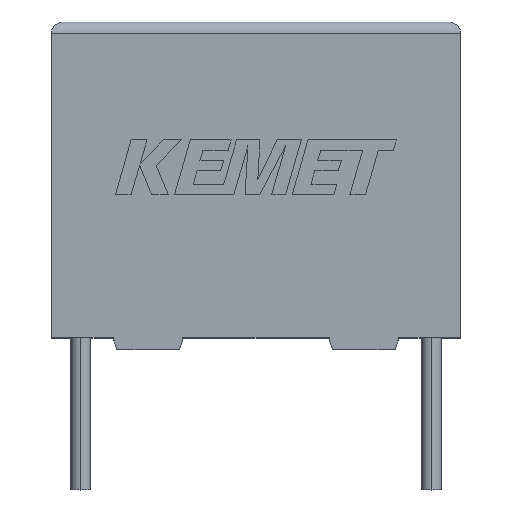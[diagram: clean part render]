
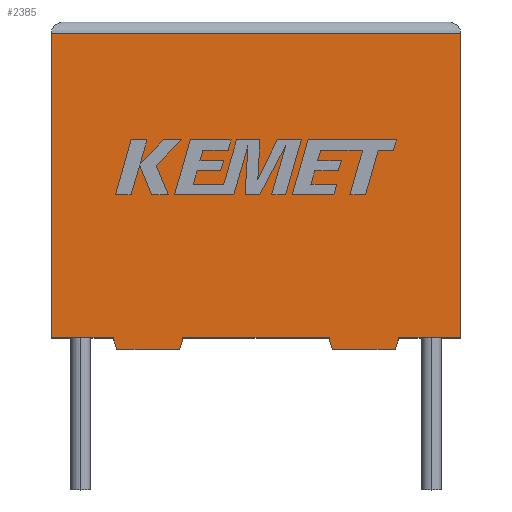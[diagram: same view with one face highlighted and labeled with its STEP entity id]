
A CAD part, top view. The second image highlights one B-rep face of the part: STEP entity #2385.
In plain terms, the highlighted planar face has unit normal (0, 0, 1).
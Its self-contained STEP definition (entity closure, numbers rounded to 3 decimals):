
#7 = CARTESIAN_POINT ( 'NONE',  ( 0., 0., 8. ) ) ;
#15 = CARTESIAN_POINT ( 'NONE',  ( 14.85, 0., 8. ) ) ;
#28 = ORIENTED_EDGE ( 'NONE', *, *, #1198, .T. ) ;
#80 = DIRECTION ( 'NONE',  ( 0., -1., 0. ) ) ;
#106 = CARTESIAN_POINT ( 'NONE',  ( 17.5, 13., 8. ) ) ;
#188 = PLANE ( 'NONE',  #2379 ) ;
#192 = CARTESIAN_POINT ( 'NONE',  ( 2.8, -0.5, 8. ) ) ;
#229 = CARTESIAN_POINT ( 'NONE',  ( 17.5, 0., 8. ) ) ;
#234 = VERTEX_POINT ( 'NONE', #2643 ) ;
#235 = ORIENTED_EDGE ( 'NONE', *, *, #2197, .F. ) ;
#242 = CARTESIAN_POINT ( 'NONE',  ( 0., 0., 8. ) ) ;
#245 = CARTESIAN_POINT ( 'NONE',  ( 2.8, -0.5, 8. ) ) ;
#251 = EDGE_CURVE ( 'NONE', #1016, #234, #1448, .T. ) ;
#254 = DIRECTION ( 'NONE',  ( 1., 0., 0. ) ) ;
#275 = VERTEX_POINT ( 'NONE', #106 ) ;
#293 = CARTESIAN_POINT ( 'NONE',  ( 2.65, 0., 8. ) ) ;
#346 = LINE ( 'NONE', #2110, #2257 ) ;
#348 = LINE ( 'NONE', #192, #1446 ) ;
#359 = ORIENTED_EDGE ( 'NONE', *, *, #1843, .T. ) ;
#395 = VECTOR ( 'NONE', #3219, 1000. ) ;
#491 = ORIENTED_EDGE ( 'NONE', *, *, #577, .F. ) ;
#577 = EDGE_CURVE ( 'NONE', #234, #2824, #1411, .T. ) ;
#598 = CARTESIAN_POINT ( 'NONE',  ( 5.478, -0.5, 8. ) ) ;
#601 = CARTESIAN_POINT ( 'NONE',  ( 12.023, -0.5, 8. ) ) ;
#671 = LINE ( 'NONE', #229, #395 ) ;
#693 = DIRECTION ( 'NONE',  ( -1., 0., 0. ) ) ;
#730 = VECTOR ( 'NONE', #1508, 1000. ) ;
#751 = EDGE_CURVE ( 'NONE', #1501, #275, #671, .T. ) ;
#797 = ORIENTED_EDGE ( 'NONE', *, *, #3028, .T. ) ;
#930 = EDGE_CURVE ( 'NONE', #1640, #1751, #348, .T. ) ;
#955 = VECTOR ( 'NONE', #2322, 1000. ) ;
#1016 = VERTEX_POINT ( 'NONE', #15 ) ;
#1107 = DIRECTION ( 'NONE',  ( -0.287, -0.958, 0. ) ) ;
#1129 = VERTEX_POINT ( 'NONE', #1799 ) ;
#1152 = VECTOR ( 'NONE', #2350, 1000. ) ;
#1162 = VERTEX_POINT ( 'NONE', #293 ) ;
#1185 = EDGE_LOOP ( 'NONE', ( #1566, #359, #797, #1417, #3105, #2960, #2760, #28, #235, #491, #3066, #2709 ) ) ;
#1190 = DIRECTION ( 'NONE',  ( -1., 0., 0. ) ) ;
#1198 = EDGE_CURVE ( 'NONE', #2854, #1908, #346, .T. ) ;
#1222 = LINE ( 'NONE', #242, #2617 ) ;
#1223 = EDGE_CURVE ( 'NONE', #1751, #2854, #1309, .T. ) ;
#1309 = LINE ( 'NONE', #598, #1152 ) ;
#1334 = VERTEX_POINT ( 'NONE', #3201 ) ;
#1411 = LINE ( 'NONE', #1735, #2264 ) ;
#1417 = ORIENTED_EDGE ( 'NONE', *, *, #2037, .T. ) ;
#1446 = VECTOR ( 'NONE', #2975, 1000. ) ;
#1448 = LINE ( 'NONE', #3104, #2220 ) ;
#1473 = EDGE_CURVE ( 'NONE', #1162, #1640, #2011, .T. ) ;
#1501 = VERTEX_POINT ( 'NONE', #2956 ) ;
#1508 = DIRECTION ( 'NONE',  ( 1., 0., 0. ) ) ;
#1539 = FACE_OUTER_BOUND ( 'NONE', #1185, .T. ) ;
#1566 = ORIENTED_EDGE ( 'NONE', *, *, #751, .T. ) ;
#1574 = DIRECTION ( 'NONE',  ( -0.287, 0.958, 0. ) ) ;
#1586 = CARTESIAN_POINT ( 'NONE',  ( 5.478, -0.5, 8. ) ) ;
#1640 = VERTEX_POINT ( 'NONE', #245 ) ;
#1735 = CARTESIAN_POINT ( 'NONE',  ( 14.7, -0.5, 8. ) ) ;
#1751 = VERTEX_POINT ( 'NONE', #1586 ) ;
#1799 = CARTESIAN_POINT ( 'NONE',  ( 0., 0., 8. ) ) ;
#1843 = EDGE_CURVE ( 'NONE', #275, #1334, #2139, .T. ) ;
#1886 = CARTESIAN_POINT ( 'NONE',  ( 5.628, 0., 8. ) ) ;
#1908 = VERTEX_POINT ( 'NONE', #2461 ) ;
#2005 = LINE ( 'NONE', #601, #2456 ) ;
#2011 = LINE ( 'NONE', #2454, #2095 ) ;
#2016 = EDGE_CURVE ( 'NONE', #1016, #1501, #1222, .T. ) ;
#2037 = EDGE_CURVE ( 'NONE', #1129, #1162, #2500, .T. ) ;
#2095 = VECTOR ( 'NONE', #2499, 1000. ) ;
#2110 = CARTESIAN_POINT ( 'NONE',  ( 0., 0., 8. ) ) ;
#2139 = LINE ( 'NONE', #2311, #955 ) ;
#2184 = DIRECTION ( 'NONE',  ( 0., 0., -1. ) ) ;
#2192 = CARTESIAN_POINT ( 'NONE',  ( 12.023, -0.5, 8. ) ) ;
#2197 = EDGE_CURVE ( 'NONE', #2824, #1908, #2005, .T. ) ;
#2220 = VECTOR ( 'NONE', #1107, 1000. ) ;
#2257 = VECTOR ( 'NONE', #2640, 1000. ) ;
#2264 = VECTOR ( 'NONE', #1190, 1000. ) ;
#2311 = CARTESIAN_POINT ( 'NONE',  ( 0., 13., 8. ) ) ;
#2322 = DIRECTION ( 'NONE',  ( -1., 0., 0. ) ) ;
#2350 = DIRECTION ( 'NONE',  ( 0.287, 0.958, 0. ) ) ;
#2379 = AXIS2_PLACEMENT_3D ( 'NONE', #2918, #2184, #693 ) ;
#2385 = ADVANCED_FACE ( 'NONE', ( #1539 ), #188, .F. ) ;
#2454 = CARTESIAN_POINT ( 'NONE',  ( 2.65, 0., 8. ) ) ;
#2456 = VECTOR ( 'NONE', #1574, 1000. ) ;
#2461 = CARTESIAN_POINT ( 'NONE',  ( 11.873, 0., 8. ) ) ;
#2499 = DIRECTION ( 'NONE',  ( 0.287, -0.958, 0. ) ) ;
#2500 = LINE ( 'NONE', #7, #730 ) ;
#2617 = VECTOR ( 'NONE', #254, 1000. ) ;
#2640 = DIRECTION ( 'NONE',  ( 1., 0., 0. ) ) ;
#2643 = CARTESIAN_POINT ( 'NONE',  ( 14.7, -0.5, 8. ) ) ;
#2709 = ORIENTED_EDGE ( 'NONE', *, *, #2016, .T. ) ;
#2760 = ORIENTED_EDGE ( 'NONE', *, *, #1223, .T. ) ;
#2824 = VERTEX_POINT ( 'NONE', #2192 ) ;
#2854 = VERTEX_POINT ( 'NONE', #1886 ) ;
#2871 = VECTOR ( 'NONE', #80, 1000. ) ;
#2918 = CARTESIAN_POINT ( 'NONE',  ( 0., 0., 8. ) ) ;
#2955 = LINE ( 'NONE', #3099, #2871 ) ;
#2956 = CARTESIAN_POINT ( 'NONE',  ( 17.5, 0., 8. ) ) ;
#2960 = ORIENTED_EDGE ( 'NONE', *, *, #930, .T. ) ;
#2975 = DIRECTION ( 'NONE',  ( 1., 0., 0. ) ) ;
#3028 = EDGE_CURVE ( 'NONE', #1334, #1129, #2955, .T. ) ;
#3066 = ORIENTED_EDGE ( 'NONE', *, *, #251, .F. ) ;
#3099 = CARTESIAN_POINT ( 'NONE',  ( 0., 0., 8. ) ) ;
#3104 = CARTESIAN_POINT ( 'NONE',  ( 14.85, 0., 8. ) ) ;
#3105 = ORIENTED_EDGE ( 'NONE', *, *, #1473, .T. ) ;
#3201 = CARTESIAN_POINT ( 'NONE',  ( 0., 13., 8. ) ) ;
#3219 = DIRECTION ( 'NONE',  ( 0., 1., 0. ) ) ;
